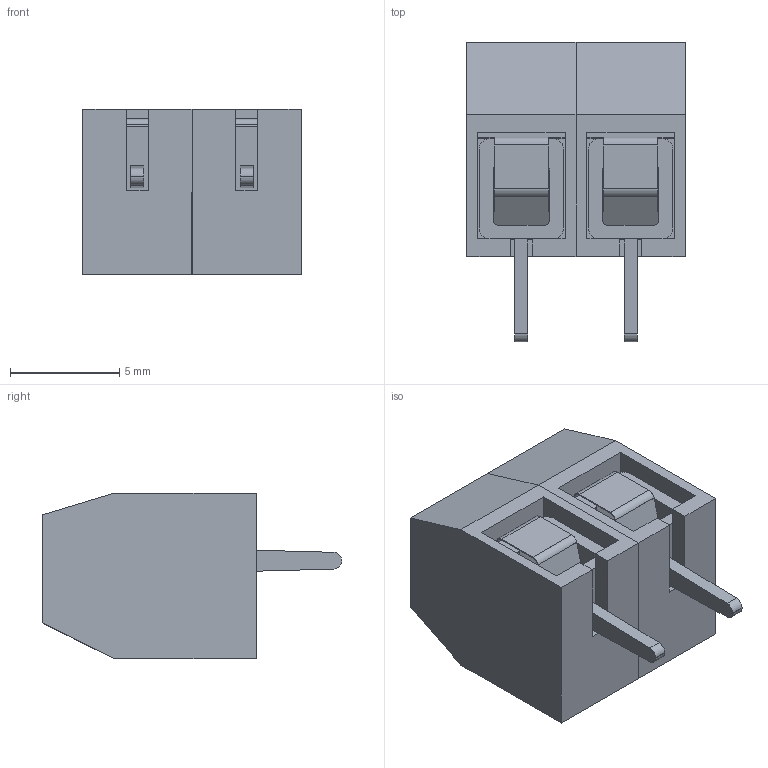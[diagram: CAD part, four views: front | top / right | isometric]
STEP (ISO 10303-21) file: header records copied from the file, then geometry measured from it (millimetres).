
FILE_DESCRIPTION (( 'STEP AP214' ), '1' );
FILE_NAME ('User Library-DG306-5.0-1.STEP', '2020-06-08T11:02:51', ( '' ), ( '' ), 'SwSTEP 2.0', 'SolidWorks 2019', '' );
FILE_SCHEMA (( 'AUTOMOTIVE_DESIGN' ));
Length unit declared in the file: millimetre
Products named in the file (7): Section___ _________; Spring___ _________; User Library-DG306-5.0-1; Case___ _________; Cap___ _________; Leg___ _________
Assembly tree (10 placements, depth 3):
  User Library-DG306-5.0-1
    Section___ _________
      Case___ _________
      Leg___ _________
      Spring___ _________
      Cap___ _________
    Section___ _________
      Case___ _________
      Leg___ _________
      Spring___ _________
      Cap___ _________
Bounding box: 10 x 13.7 x 7.6 mm (x, y, z)
Volume: 475.4 mm3; surface area: 1467.6 mm2
Topology: 8 solids, 8 shells, 156 faces, 406 edges, 266 vertices
Faces by surface type: plane 110, cylinder 40, torus 6
Entity records: 2683 total; most frequent: CARTESIAN_POINT 455, DIRECTION 429, ORIENTED_EDGE 406, EDGE_CURVE 203, VECTOR 151, LINE 151, AXIS2_PLACEMENT_3D 139, VERTEX_POINT 133
